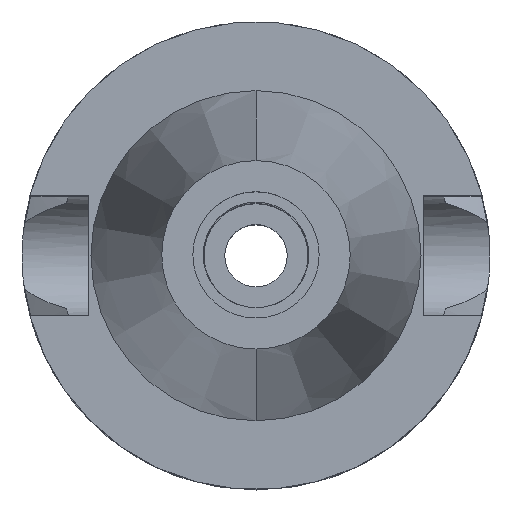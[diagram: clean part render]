
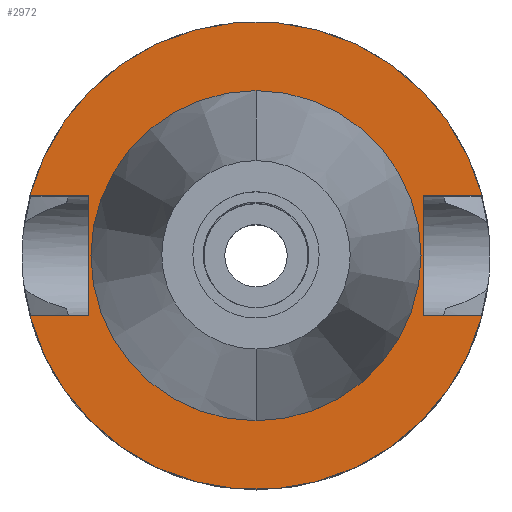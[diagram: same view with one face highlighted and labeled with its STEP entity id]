
A CAD part, top view. The second image highlights one B-rep face of the part: STEP entity #2972.
In plain terms, the highlighted planar face has unit normal (0, 0, 1).
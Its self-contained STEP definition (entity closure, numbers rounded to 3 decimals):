
#61 = VECTOR ( 'NONE', #2864, 1000. ) ;
#85 = DIRECTION ( 'NONE',  ( 1., 0., 0. ) ) ;
#98 = ORIENTED_EDGE ( 'NONE', *, *, #561, .F. ) ;
#159 = ORIENTED_EDGE ( 'NONE', *, *, #2641, .F. ) ;
#174 = CARTESIAN_POINT ( 'NONE',  ( 0., 0., -1. ) ) ;
#185 = DIRECTION ( 'NONE',  ( 0., 0., 1. ) ) ;
#281 = DIRECTION ( 'NONE',  ( 0., 0., -1. ) ) ;
#318 = EDGE_LOOP ( 'NONE', ( #2638, #2381, #98, #431, #2930, #3131, #1330, #159 ) ) ;
#382 = VERTEX_POINT ( 'NONE', #3090 ) ;
#383 = EDGE_CURVE ( 'NONE', #2080, #1859, #2300, .T. ) ;
#431 = ORIENTED_EDGE ( 'NONE', *, *, #457, .F. ) ;
#457 = EDGE_CURVE ( 'NONE', #2143, #382, #2399, .T. ) ;
#464 = CARTESIAN_POINT ( 'NONE',  ( 0., 22.225, -1. ) ) ;
#493 = CARTESIAN_POINT ( 'NONE',  ( -30.454, 8.05, -1. ) ) ;
#510 = FACE_OUTER_BOUND ( 'NONE', #318, .T. ) ;
#561 = EDGE_CURVE ( 'NONE', #382, #2080, #2044, .T. ) ;
#627 = AXIS2_PLACEMENT_3D ( 'NONE', #2454, #281, #1242 ) ;
#639 = DIRECTION ( 'NONE',  ( 0., 1., 0. ) ) ;
#682 = VECTOR ( 'NONE', #2529, 1000. ) ;
#699 = LINE ( 'NONE', #3043, #1886 ) ;
#722 = DIRECTION ( 'NONE',  ( -1., 0., 0. ) ) ;
#750 = CARTESIAN_POINT ( 'NONE',  ( 22.5, 8.05, -1. ) ) ;
#823 = VECTOR ( 'NONE', #722, 1000. ) ;
#947 = EDGE_CURVE ( 'NONE', #1928, #1804, #2901, .T. ) ;
#978 = AXIS2_PLACEMENT_3D ( 'NONE', #2609, #185, #1150 ) ;
#998 = CARTESIAN_POINT ( 'NONE',  ( -22.5, 8.05, -1. ) ) ;
#1010 = EDGE_CURVE ( 'NONE', #1804, #2176, #1943, .T. ) ;
#1013 = CARTESIAN_POINT ( 'NONE',  ( -22.5, -8.05, -1. ) ) ;
#1037 = VECTOR ( 'NONE', #1775, 1000. ) ;
#1098 = CARTESIAN_POINT ( 'NONE',  ( 0., 0., -1. ) ) ;
#1150 = DIRECTION ( 'NONE',  ( 0., 1., 0. ) ) ;
#1176 = DIRECTION ( 'NONE',  ( 0., -1., 0. ) ) ;
#1200 = EDGE_CURVE ( 'NONE', #1271, #2714, #3061, .T. ) ;
#1242 = DIRECTION ( 'NONE',  ( 0., -1., 0. ) ) ;
#1271 = VERTEX_POINT ( 'NONE', #464 ) ;
#1277 = CIRCLE ( 'NONE', #2595, 22.225 ) ;
#1301 = ORIENTED_EDGE ( 'NONE', *, *, #1200, .F. ) ;
#1328 = CARTESIAN_POINT ( 'NONE',  ( 22.5, -8.05, -1. ) ) ;
#1330 = ORIENTED_EDGE ( 'NONE', *, *, #947, .F. ) ;
#1402 = DIRECTION ( 'NONE',  ( 0., 0., -1. ) ) ;
#1406 = ORIENTED_EDGE ( 'NONE', *, *, #2170, .F. ) ;
#1452 = CARTESIAN_POINT ( 'NONE',  ( 0., 0., -1. ) ) ;
#1476 = PLANE ( 'NONE',  #627 ) ;
#1552 = CARTESIAN_POINT ( 'NONE',  ( 22.5, 8.05, -1. ) ) ;
#1560 = CARTESIAN_POINT ( 'NONE',  ( -22.5, -8.05, -1. ) ) ;
#1700 = CARTESIAN_POINT ( 'NONE',  ( -22.5, 8.05, -1. ) ) ;
#1775 = DIRECTION ( 'NONE',  ( 1., 0., 0. ) ) ;
#1804 = VERTEX_POINT ( 'NONE', #493 ) ;
#1859 = VERTEX_POINT ( 'NONE', #2429 ) ;
#1886 = VECTOR ( 'NONE', #2625, 1000. ) ;
#1910 = VERTEX_POINT ( 'NONE', #1013 ) ;
#1928 = VERTEX_POINT ( 'NONE', #998 ) ;
#1943 = CIRCLE ( 'NONE', #2696, 31.5 ) ;
#2001 = LINE ( 'NONE', #1560, #682 ) ;
#2033 = EDGE_CURVE ( 'NONE', #2143, #2176, #3009, .T. ) ;
#2044 = LINE ( 'NONE', #1328, #2943 ) ;
#2080 = VERTEX_POINT ( 'NONE', #2735 ) ;
#2089 = DIRECTION ( 'NONE',  ( 0., 0., 1. ) ) ;
#2137 = CARTESIAN_POINT ( 'NONE',  ( 30.454, 8.05, -1. ) ) ;
#2143 = VERTEX_POINT ( 'NONE', #2349 ) ;
#2153 = FACE_BOUND ( 'NONE', #3033, .T. ) ;
#2170 = EDGE_CURVE ( 'NONE', #2714, #1271, #1277, .T. ) ;
#2173 = EDGE_CURVE ( 'NONE', #1910, #1859, #699, .T. ) ;
#2176 = VERTEX_POINT ( 'NONE', #2137 ) ;
#2300 = CIRCLE ( 'NONE', #2346, 31.5 ) ;
#2332 = CARTESIAN_POINT ( 'NONE',  ( 0., -22.225, -1. ) ) ;
#2346 = AXIS2_PLACEMENT_3D ( 'NONE', #1452, #1402, #1176 ) ;
#2349 = CARTESIAN_POINT ( 'NONE',  ( 22.5, 8.05, -1. ) ) ;
#2381 = ORIENTED_EDGE ( 'NONE', *, *, #383, .F. ) ;
#2399 = LINE ( 'NONE', #750, #61 ) ;
#2429 = CARTESIAN_POINT ( 'NONE',  ( -30.454, -8.05, -1. ) ) ;
#2454 = CARTESIAN_POINT ( 'NONE',  ( 0., 0., -1. ) ) ;
#2524 = DIRECTION ( 'NONE',  ( 0., 0., -1. ) ) ;
#2529 = DIRECTION ( 'NONE',  ( 0., 1., 0. ) ) ;
#2595 = AXIS2_PLACEMENT_3D ( 'NONE', #174, #2089, #3063 ) ;
#2609 = CARTESIAN_POINT ( 'NONE',  ( 0., 0., -1. ) ) ;
#2625 = DIRECTION ( 'NONE',  ( -1., 0., 0. ) ) ;
#2638 = ORIENTED_EDGE ( 'NONE', *, *, #2173, .T. ) ;
#2641 = EDGE_CURVE ( 'NONE', #1910, #1928, #2001, .T. ) ;
#2696 = AXIS2_PLACEMENT_3D ( 'NONE', #1098, #2524, #639 ) ;
#2714 = VERTEX_POINT ( 'NONE', #2332 ) ;
#2735 = CARTESIAN_POINT ( 'NONE',  ( 30.454, -8.05, -1. ) ) ;
#2864 = DIRECTION ( 'NONE',  ( 0., -1., 0. ) ) ;
#2901 = LINE ( 'NONE', #1700, #823 ) ;
#2930 = ORIENTED_EDGE ( 'NONE', *, *, #2033, .T. ) ;
#2943 = VECTOR ( 'NONE', #85, 1000. ) ;
#2972 = ADVANCED_FACE ( 'NONE', ( #510, #2153 ), #1476, .F. ) ;
#3009 = LINE ( 'NONE', #1552, #1037 ) ;
#3033 = EDGE_LOOP ( 'NONE', ( #1301, #1406 ) ) ;
#3043 = CARTESIAN_POINT ( 'NONE',  ( -22.5, -8.05, -1. ) ) ;
#3061 = CIRCLE ( 'NONE', #978, 22.225 ) ;
#3063 = DIRECTION ( 'NONE',  ( 0., -1., 0. ) ) ;
#3090 = CARTESIAN_POINT ( 'NONE',  ( 22.5, -8.05, -1. ) ) ;
#3131 = ORIENTED_EDGE ( 'NONE', *, *, #1010, .F. ) ;
